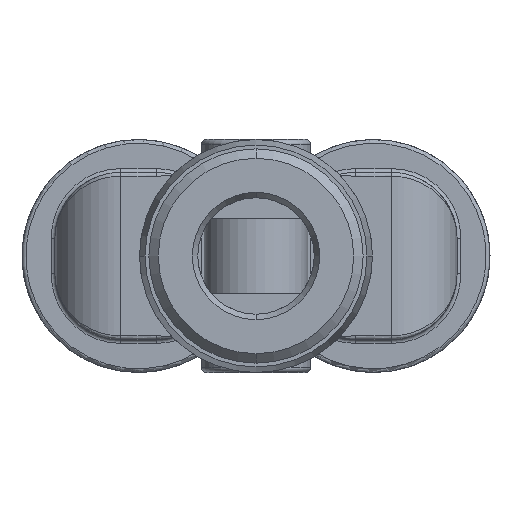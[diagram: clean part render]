
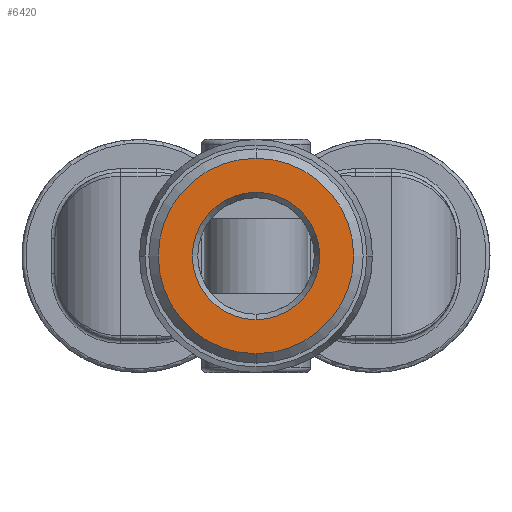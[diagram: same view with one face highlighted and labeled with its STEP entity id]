
A CAD part, front view. The second image highlights one B-rep face of the part: STEP entity #6420.
In plain terms, the highlighted planar face has unit normal (0, -1, 0).
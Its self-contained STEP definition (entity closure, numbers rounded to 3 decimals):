
#1815=CARTESIAN_POINT('',(0.,-5.3,0.));
#1816=DIRECTION('',(0.,-1.,0.));
#1817=DIRECTION('',(0.,0.,-1.));
#1818=AXIS2_PLACEMENT_3D('',#1815,#1816,#1817);
#1828=CARTESIAN_POINT('',(0.,-5.3,0.));
#1829=DIRECTION('',(0.,1.,0.));
#1830=DIRECTION('',(0.,0.,-1.));
#1831=AXIS2_PLACEMENT_3D('',#1828,#1829,#1830);
#1833=CARTESIAN_POINT('',(0.,-5.3,0.));
#1834=DIRECTION('',(0.,1.,0.));
#1835=DIRECTION('',(0.,0.,-1.));
#1836=AXIS2_PLACEMENT_3D('',#1833,#1834,#1835);
#1838=CARTESIAN_POINT('',(0.,-5.3,0.));
#1839=DIRECTION('',(0.,-1.,0.));
#1840=DIRECTION('',(0.,0.,-1.));
#1841=AXIS2_PLACEMENT_3D('',#1838,#1839,#1840);
#3266=CARTESIAN_POINT('',(0.,-5.3,-3.389));
#3268=VERTEX_POINT('',#3266);
#3269=CARTESIAN_POINT('',(0.,-5.3,-5.2));
#3271=VERTEX_POINT('',#3269);
#3280=CARTESIAN_POINT('',(0.,-5.3,3.389));
#3282=VERTEX_POINT('',#3280);
#3283=CARTESIAN_POINT('',(0.,-5.3,5.2));
#3285=VERTEX_POINT('',#3283);
#6405=CARTESIAN_POINT('',(0.,-5.3,0.));
#6406=DIRECTION('',(0.,-1.,0.));
#6407=DIRECTION('',(0.,0.,1.));
#6408=AXIS2_PLACEMENT_3D('',#6405,#6406,#6407);
#6409=PLANE('',#6408);
#6410=ORIENTED_EDGE('',*,*,#6384,.F.);
#6411=ORIENTED_EDGE('',*,*,#6400,.T.);
#6412=EDGE_LOOP('',(#6410,#6411));
#6413=FACE_OUTER_BOUND('',#6412,.F.);
#6415=ORIENTED_EDGE('',*,*,#6414,.F.);
#6417=ORIENTED_EDGE('',*,*,#6416,.T.);
#6418=EDGE_LOOP('',(#6415,#6417));
#6419=FACE_BOUND('',#6418,.F.);
#6420=ADVANCED_FACE('',(#6413,#6419),#6409,.T.);
#1819=CIRCLE('',#1818,5.2);
#1832=CIRCLE('',#1831,5.2);
#1837=CIRCLE('',#1836,3.389);
#1842=CIRCLE('',#1841,3.389);
#6384=EDGE_CURVE('',#3271,#3285,#1819,.T.);
#6400=EDGE_CURVE('',#3271,#3285,#1832,.T.);
#6414=EDGE_CURVE('',#3268,#3282,#1837,.T.);
#6416=EDGE_CURVE('',#3268,#3282,#1842,.T.);
